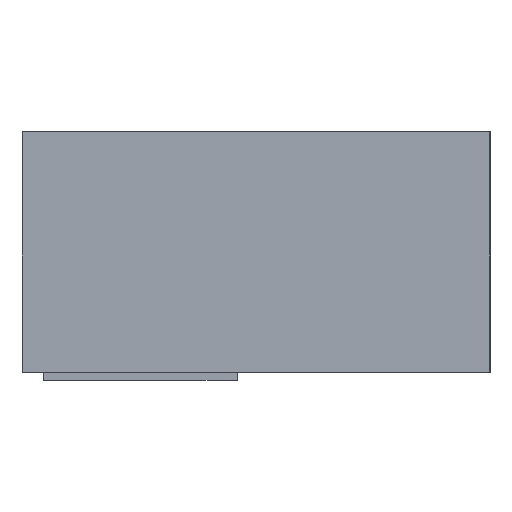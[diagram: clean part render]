
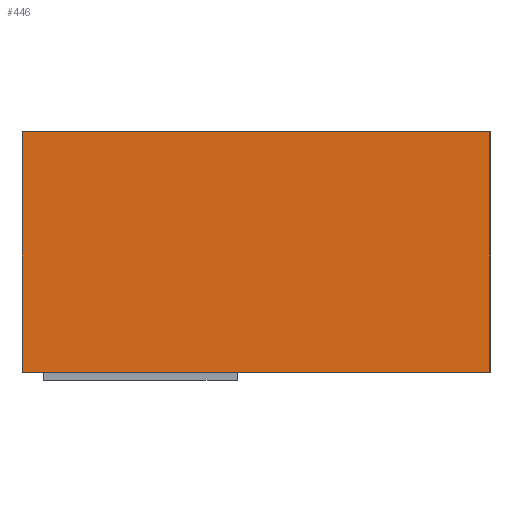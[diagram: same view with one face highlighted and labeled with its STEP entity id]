
A CAD part, left-side view. The second image highlights one B-rep face of the part: STEP entity #446.
In plain terms, the highlighted planar face has unit normal (-1, 0, 0).
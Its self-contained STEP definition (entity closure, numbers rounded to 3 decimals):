
#2 = CARTESIAN_POINT ( 'NONE',  ( 1.95, 62., 0. ) ) ;
#16 = LINE ( 'NONE', #668, #403 ) ;
#21 = VERTEX_POINT ( 'NONE', #591 ) ;
#38 = LINE ( 'NONE', #159, #352 ) ;
#39 = CARTESIAN_POINT ( 'NONE',  ( 1.95, 97., 0. ) ) ;
#52 = CARTESIAN_POINT ( 'NONE',  ( 1.95, 97., -3.5 ) ) ;
#56 = VECTOR ( 'NONE', #283, 1000. ) ;
#103 = VECTOR ( 'NONE', #428, 1000. ) ;
#109 = EDGE_CURVE ( 'NONE', #21, #164, #233, .T. ) ;
#158 = ORIENTED_EDGE ( 'NONE', *, *, #706, .F. ) ;
#159 = CARTESIAN_POINT ( 'NONE',  ( 1.95, 62., 0. ) ) ;
#164 = VERTEX_POINT ( 'NONE', #39 ) ;
#179 = FACE_OUTER_BOUND ( 'NONE', #530, .T. ) ;
#233 = LINE ( 'NONE', #52, #103 ) ;
#236 = DIRECTION ( 'NONE',  ( 0., -1., 0. ) ) ;
#251 = AXIS2_PLACEMENT_3D ( 'NONE', #317, #679, #744 ) ;
#283 = DIRECTION ( 'NONE',  ( 0., 1., 0. ) ) ;
#301 = ORIENTED_EDGE ( 'NONE', *, *, #329, .T. ) ;
#308 = DIRECTION ( 'NONE',  ( 0., 0., 1. ) ) ;
#317 = CARTESIAN_POINT ( 'NONE',  ( 1.95, 62., -3.5 ) ) ;
#320 = PLANE ( 'NONE',  #251 ) ;
#329 = EDGE_CURVE ( 'NONE', #387, #472, #16, .T. ) ;
#352 = VECTOR ( 'NONE', #236, 1000. ) ;
#387 = VERTEX_POINT ( 'NONE', #489 ) ;
#403 = VECTOR ( 'NONE', #308, 1000. ) ;
#409 = LINE ( 'NONE', #522, #56 ) ;
#428 = DIRECTION ( 'NONE',  ( 0., 0., 1. ) ) ;
#435 = ORIENTED_EDGE ( 'NONE', *, *, #109, .F. ) ;
#446 = ADVANCED_FACE ( 'NONE', ( #179 ), #320, .T. ) ;
#472 = VERTEX_POINT ( 'NONE', #2 ) ;
#489 = CARTESIAN_POINT ( 'NONE',  ( 1.95, 62., -18. ) ) ;
#522 = CARTESIAN_POINT ( 'NONE',  ( 1.95, 97., -18. ) ) ;
#530 = EDGE_LOOP ( 'NONE', ( #158, #435, #587, #301 ) ) ;
#587 = ORIENTED_EDGE ( 'NONE', *, *, #747, .F. ) ;
#591 = CARTESIAN_POINT ( 'NONE',  ( 1.95, 97., -18. ) ) ;
#668 = CARTESIAN_POINT ( 'NONE',  ( 1.95, 62., -3.5 ) ) ;
#679 = DIRECTION ( 'NONE',  ( -1., 0., 0. ) ) ;
#706 = EDGE_CURVE ( 'NONE', #164, #472, #38, .T. ) ;
#744 = DIRECTION ( 'NONE',  ( 0., -1., 0. ) ) ;
#747 = EDGE_CURVE ( 'NONE', #387, #21, #409, .T. ) ;
